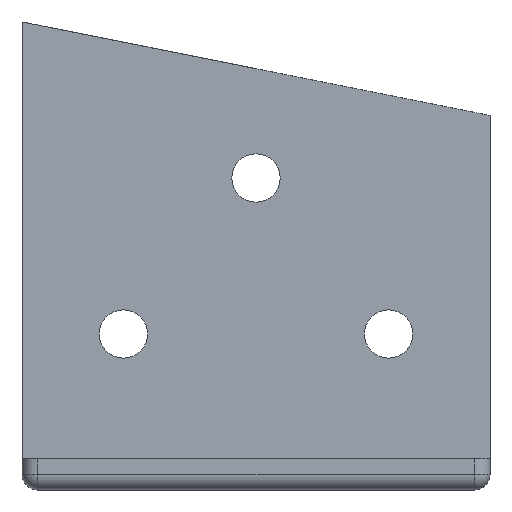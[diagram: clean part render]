
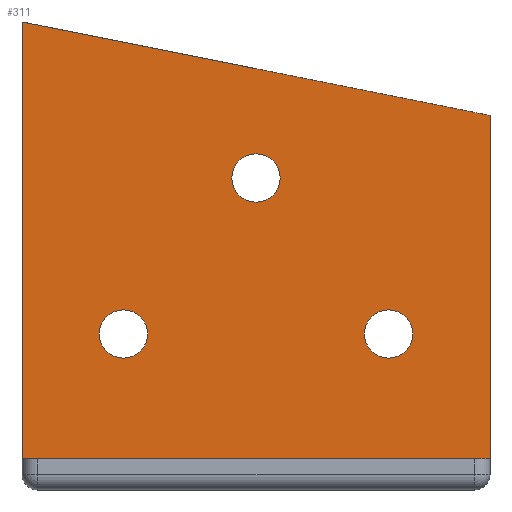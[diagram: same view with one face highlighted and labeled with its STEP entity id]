
A CAD part, front view. The second image highlights one B-rep face of the part: STEP entity #311.
In plain terms, the highlighted planar face has unit normal (0, -1, 0).
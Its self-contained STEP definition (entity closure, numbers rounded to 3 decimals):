
#4 = DIRECTION ( 'NONE',  ( 0., 0., -1. ) ) ;
#23 = VERTEX_POINT ( 'NONE', #248 ) ;
#29 = PLANE ( 'NONE',  #338 ) ;
#32 = AXIS2_PLACEMENT_3D ( 'NONE', #165, #563, #242 ) ;
#33 = VERTEX_POINT ( 'NONE', #681 ) ;
#44 = CARTESIAN_POINT ( 'NONE',  ( 30., -2., 2. ) ) ;
#52 = VERTEX_POINT ( 'NONE', #106 ) ;
#59 = AXIS2_PLACEMENT_3D ( 'NONE', #610, #276, #659 ) ;
#71 = CIRCLE ( 'NONE', #271, 1.55 ) ;
#72 = VERTEX_POINT ( 'NONE', #628 ) ;
#79 = EDGE_CURVE ( 'NONE', #344, #613, #333, .T. ) ;
#92 = CARTESIAN_POINT ( 'NONE',  ( 6.5, -2., 10. ) ) ;
#101 = EDGE_CURVE ( 'NONE', #72, #344, #321, .T. ) ;
#106 = CARTESIAN_POINT ( 'NONE',  ( 6.5, -2., 11.55 ) ) ;
#117 = EDGE_CURVE ( 'NONE', #23, #23, #312, .T. ) ;
#133 = ORIENTED_EDGE ( 'NONE', *, *, #437, .T. ) ;
#136 = DIRECTION ( 'NONE',  ( 0., 0., -1. ) ) ;
#146 = CARTESIAN_POINT ( 'NONE',  ( 0., -2., 30. ) ) ;
#159 = CARTESIAN_POINT ( 'NONE',  ( 30., -2., 2. ) ) ;
#163 = DIRECTION ( 'NONE',  ( 0., 0., 1. ) ) ;
#165 = CARTESIAN_POINT ( 'NONE',  ( 15., -2., 20. ) ) ;
#171 = FACE_OUTER_BOUND ( 'NONE', #353, .T. ) ;
#179 = FACE_BOUND ( 'NONE', #415, .T. ) ;
#195 = DIRECTION ( 'NONE',  ( -1., 0., 0. ) ) ;
#202 = DIRECTION ( 'NONE',  ( -0.981, 0., 0.196 ) ) ;
#203 = FACE_BOUND ( 'NONE', #712, .T. ) ;
#209 = FACE_BOUND ( 'NONE', #615, .T. ) ;
#210 = VECTOR ( 'NONE', #195, 1000. ) ;
#211 = LINE ( 'NONE', #44, #210 ) ;
#216 = DIRECTION ( 'NONE',  ( 0., 0., 1. ) ) ;
#218 = CIRCLE ( 'NONE', #59, 1.55 ) ;
#242 = DIRECTION ( 'NONE',  ( 0., 0., 1. ) ) ;
#245 = EDGE_CURVE ( 'NONE', #522, #613, #211, .T. ) ;
#248 = CARTESIAN_POINT ( 'NONE',  ( 15., -2., 21.55 ) ) ;
#271 = AXIS2_PLACEMENT_3D ( 'NONE', #92, #503, #163 ) ;
#272 = ORIENTED_EDGE ( 'NONE', *, *, #117, .T. ) ;
#276 = DIRECTION ( 'NONE',  ( 0., 1., 0. ) ) ;
#285 = EDGE_CURVE ( 'NONE', #33, #33, #218, .T. ) ;
#301 = VECTOR ( 'NONE', #202, 1000. ) ;
#311 = ADVANCED_FACE ( 'NONE', ( #209, #203, #179, #171 ), #29, .F. ) ;
#312 = CIRCLE ( 'NONE', #32, 1.55 ) ;
#314 = VECTOR ( 'NONE', #136, 1000. ) ;
#321 = LINE ( 'NONE', #539, #301 ) ;
#333 = LINE ( 'NONE', #369, #314 ) ;
#338 = AXIS2_PLACEMENT_3D ( 'NONE', #159, #559, #216 ) ;
#344 = VERTEX_POINT ( 'NONE', #146 ) ;
#353 = EDGE_LOOP ( 'NONE', ( #376, #483, #566, #466 ) ) ;
#354 = CARTESIAN_POINT ( 'NONE',  ( 30., -2., 2. ) ) ;
#369 = CARTESIAN_POINT ( 'NONE',  ( 0., -2., 2. ) ) ;
#376 = ORIENTED_EDGE ( 'NONE', *, *, #715, .F. ) ;
#415 = EDGE_LOOP ( 'NONE', ( #272 ) ) ;
#416 = CARTESIAN_POINT ( 'NONE',  ( 30., -2., 2. ) ) ;
#417 = LINE ( 'NONE', #416, #517 ) ;
#437 = EDGE_CURVE ( 'NONE', #52, #52, #71, .T. ) ;
#466 = ORIENTED_EDGE ( 'NONE', *, *, #245, .F. ) ;
#483 = ORIENTED_EDGE ( 'NONE', *, *, #101, .T. ) ;
#503 = DIRECTION ( 'NONE',  ( 0., 1., 0. ) ) ;
#511 = ORIENTED_EDGE ( 'NONE', *, *, #285, .T. ) ;
#517 = VECTOR ( 'NONE', #4, 1000. ) ;
#522 = VERTEX_POINT ( 'NONE', #354 ) ;
#539 = CARTESIAN_POINT ( 'NONE',  ( 34.231, -2., 23.154 ) ) ;
#559 = DIRECTION ( 'NONE',  ( 0., 1., 0. ) ) ;
#563 = DIRECTION ( 'NONE',  ( 0., 1., 0. ) ) ;
#566 = ORIENTED_EDGE ( 'NONE', *, *, #79, .T. ) ;
#610 = CARTESIAN_POINT ( 'NONE',  ( 23.5, -2., 10. ) ) ;
#613 = VERTEX_POINT ( 'NONE', #649 ) ;
#615 = EDGE_LOOP ( 'NONE', ( #511 ) ) ;
#628 = CARTESIAN_POINT ( 'NONE',  ( 30., -2., 24. ) ) ;
#649 = CARTESIAN_POINT ( 'NONE',  ( 0., -2., 2. ) ) ;
#659 = DIRECTION ( 'NONE',  ( 0., 0., 1. ) ) ;
#681 = CARTESIAN_POINT ( 'NONE',  ( 23.5, -2., 11.55 ) ) ;
#712 = EDGE_LOOP ( 'NONE', ( #133 ) ) ;
#715 = EDGE_CURVE ( 'NONE', #72, #522, #417, .T. ) ;
